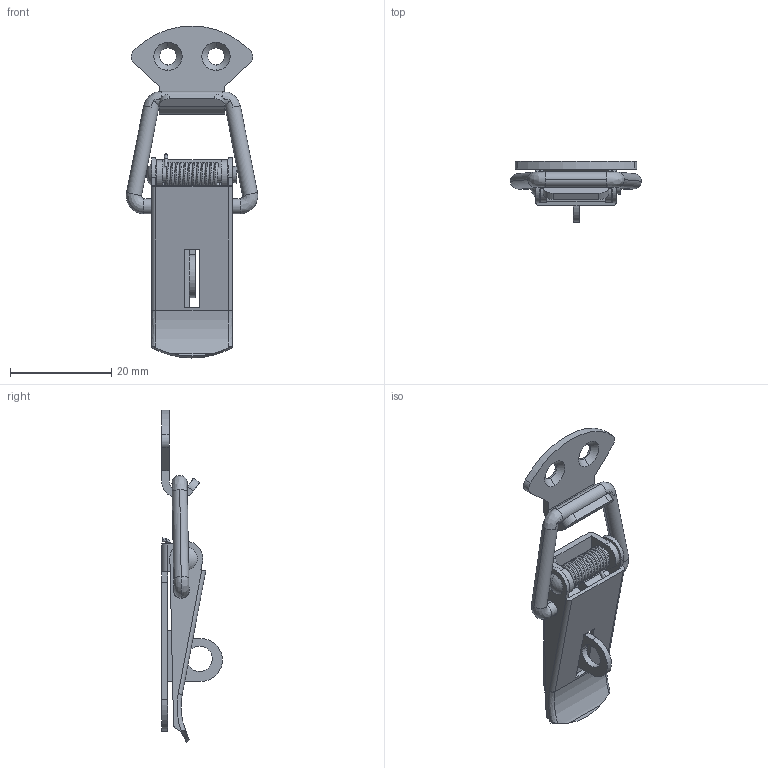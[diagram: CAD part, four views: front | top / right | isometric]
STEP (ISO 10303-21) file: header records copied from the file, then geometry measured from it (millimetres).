
FILE_DESCRIPTION( (''), '2;1');
FILE_NAME ('PC50.20156.TL_3K_3_2639.stp','2021-10-21T13:00:21',(''),(''),'spGate 17.5.2','','');
FILE_SCHEMA (('AUTOMOTIVE_DESIGN'));
Length unit declared in the file: millimetre
Products named in the file (7): Assembly; spring; lever; base; shaft; keeper; arm
Assembly tree (6 placements, depth 2):
  Assembly
    spring
    lever
    base
    shaft
    keeper
    arm
Bounding box: 25.99 x 12 x 65.66 mm (x, y, z)
Volume: 2360.8 mm3; surface area: 4926.5 mm2
Topology: 6 solids, 6 shells, 156 faces, 443 edges, 298 vertices
Faces by surface type: cylinder 60, plane 58, bspline 36, sphere 2
Entity records: 12459 total; most frequent: CARTESIAN_POINT 4998, ORIENTED_EDGE 882, DIRECTION 785, COLOUR_RGB 603, PRESENTATION_STYLE_ASSIGNMENT 603, STYLED_ITEM 603, EDGE_CURVE 441, DRAUGHTING_PRE_DEFINED_CURVE_FONT 441
